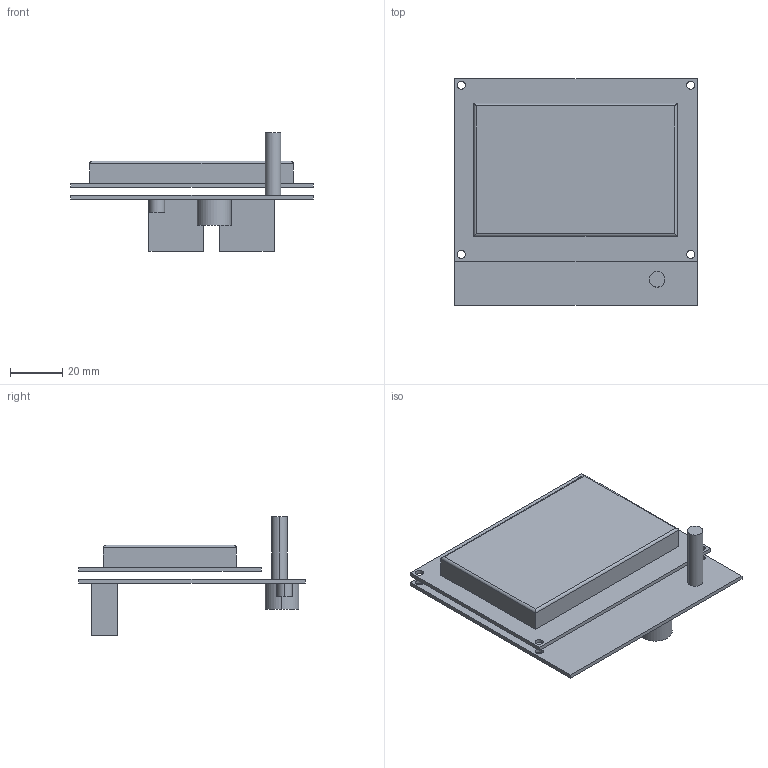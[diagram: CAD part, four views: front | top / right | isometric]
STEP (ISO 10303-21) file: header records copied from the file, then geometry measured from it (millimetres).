
FILE_DESCRIPTION (( 'STEP AP214' ), '1' );
FILE_NAME ('lcd.step', '2018-06-21T12:58:21', ( 'User' ), ( 'china' ), 'SwSTEP 2.0', 'SolidWorks 2016', '' );
FILE_SCHEMA (( 'AUTOMOTIVE_DESIGN' ));
Length unit declared in the file: millimetre
Products named in the file (1): lcd
Bounding box: 93 x 87 x 45.5 mm (x, y, z)
Volume: 66514 mm3; surface area: 35769.6 mm2
Topology: 2 solids, 2 shells, 56 faces, 134 edges, 88 vertices
Faces by surface type: plane 30, cylinder 26
Entity records: 1705 total; most frequent: CARTESIAN_POINT 291, DIRECTION 288, ORIENTED_EDGE 268, EDGE_CURVE 134, AXIS2_PLACEMENT_3D 101, VERTEX_POINT 88, VECTOR 86, LINE 86
